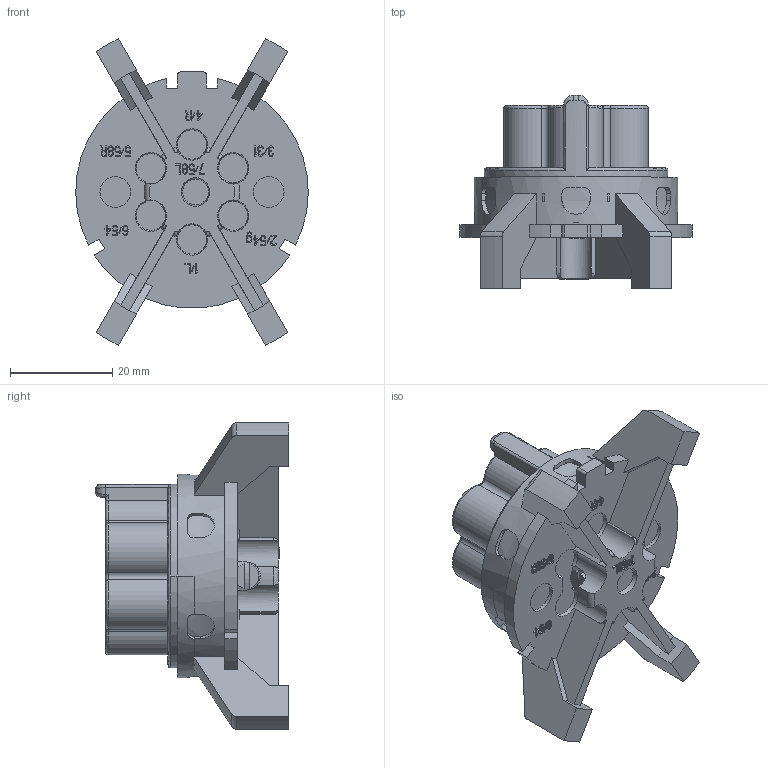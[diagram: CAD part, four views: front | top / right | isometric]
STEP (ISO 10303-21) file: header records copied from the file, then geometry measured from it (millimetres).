
FILE_DESCRIPTION((''),'2;1');
FILE_NAME('380176_SW0001','2020-09-09T16:48:01',('teru'),(''),'CREO PARAMETRIC BY PTC INC, 2017380','CREO PARAMETRIC BY PTC INC, 2017380','');
FILE_SCHEMA(('CONFIG_CONTROL_DESIGN'));
Length unit declared in the file: millimetre
Products named in the file (1): 380176_SW0001
Bounding box: 45.5 x 37.8 x 59.93 mm (x, y, z)
Volume: 26806.9 mm3; surface area: 14886.3 mm2
Topology: 1 solids, 9 shells, 1191 faces, 3262 edges, 2140 vertices
Faces by surface type: plane 940, cylinder 139, cone 68, torus 28, bspline 10, sphere 6
Entity records: 40696 total; most frequent: CARTESIAN_POINT 10573, ORIENTED_EDGE 6484, DIRECTION 5793, EDGE_CURVE 3242, VECTOR 2719, LINE 2719, VERTEX_POINT 2140, AXIS2_PLACEMENT_3D 1537
